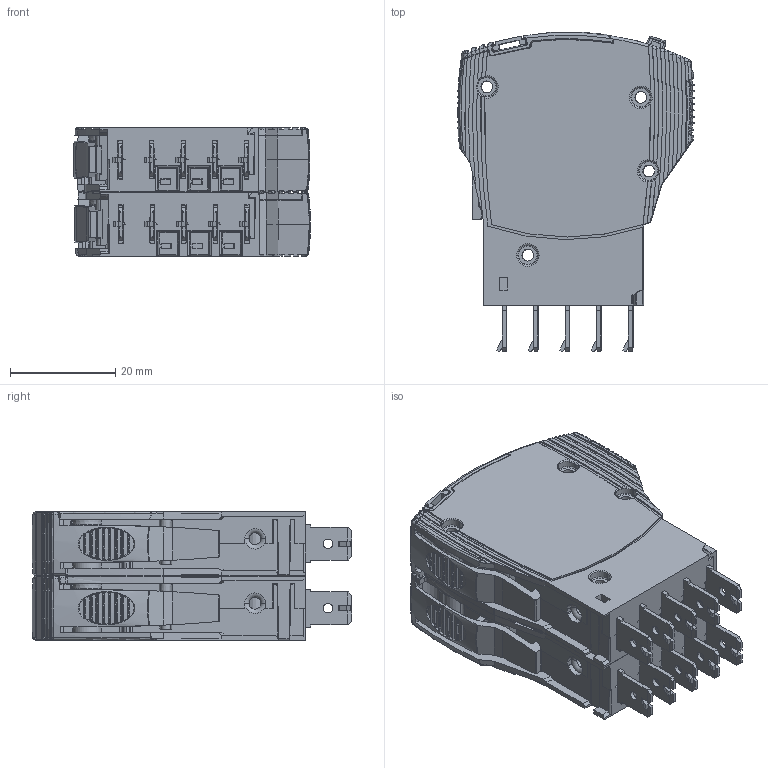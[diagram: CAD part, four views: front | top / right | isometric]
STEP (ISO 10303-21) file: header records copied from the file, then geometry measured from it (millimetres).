
FILE_DESCRIPTION((''),'2;1');
FILE_NAME('T-2216-S-X2X','2013-02-28T',('kwerner'),(''),'PRO/ENGINEER BY PARAMETRIC TECHNOLOGY CORPORATION, 2012010','PRO/ENGINEER BY PARAMETRIC TECHNOLOGY CORPORATION, 2012010','');
FILE_SCHEMA(('AUTOMOTIVE_DESIGN_CC2 { 1 2 10303 214 -1 1 5 2 }'));
Products named in the file (1): T-2216-S-X2X
Bounding box: 45.09 x 60.82 x 24.45 mm (x, y, z)
Volume: 19960.3 mm3; surface area: 35158.3 mm2
Topology: 7 solids, 7 shells, 5021 faces, 14509 edges, 9521 vertices
Faces by surface type: plane 3054, cylinder 1082, cone 431, torus 285, bspline 102, sphere 67
Entity records: 191084 total; most frequent: CARTESIAN_POINT 48005, ORIENTED_EDGE 28908, DIRECTION 25266, EDGE_CURVE 14454, VERTEX_POINT 9521, VECTOR 9236, LINE 9236, AXIS2_PLACEMENT_3D 8015
